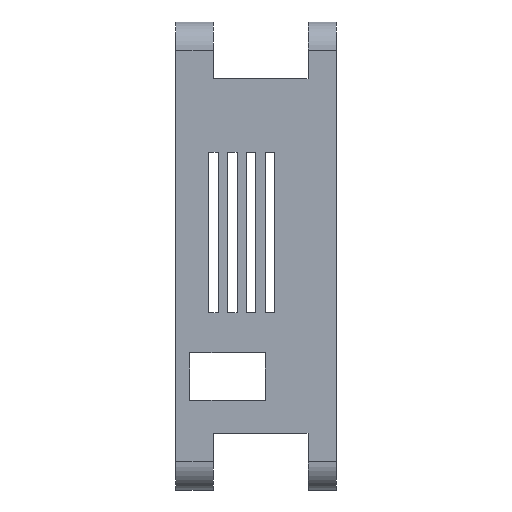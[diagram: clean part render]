
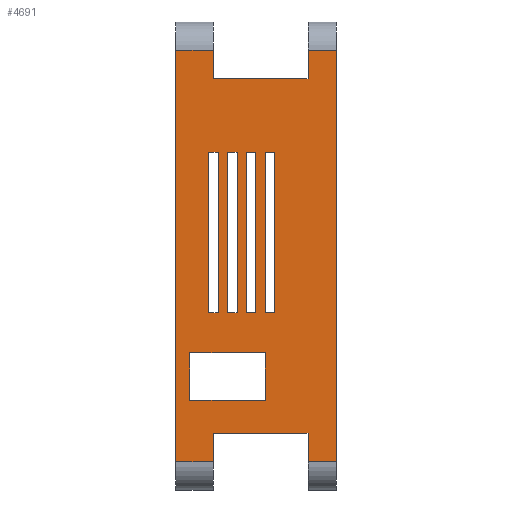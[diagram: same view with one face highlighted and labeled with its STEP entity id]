
A CAD part, left-side view. The second image highlights one B-rep face of the part: STEP entity #4691.
In plain terms, the highlighted planar face has unit normal (-1, 0, 0).
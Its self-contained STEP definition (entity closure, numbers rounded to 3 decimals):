
#561=DIRECTION('',(0.,0.,-1.));
#562=VECTOR('',#561,87.);
#563=CARTESIAN_POINT('',(-76.5,0.,43.5));
#564=LINE('1865',#563,#562);
#568=DIRECTION('',(0.,1.,0.));
#569=VECTOR('',#568,20.);
#570=CARTESIAN_POINT('',(-76.5,6.,-37.5));
#571=LINE('1924',#570,#569);
#575=DIRECTION('',(0.,0.,1.));
#576=VECTOR('',#575,87.);
#577=CARTESIAN_POINT('',(-76.5,34.,-43.5));
#578=LINE('1927',#577,#576);
#582=DIRECTION('',(0.,1.,0.));
#583=VECTOR('',#582,16.);
#584=CARTESIAN_POINT('',(-76.5,15.,-20.5));
#585=LINE('2840',#584,#583);
#589=DIRECTION('',(0.,0.,-1.));
#590=VECTOR('',#589,10.);
#591=CARTESIAN_POINT('',(-76.5,31.,-20.5));
#592=LINE('2841',#591,#590);
#596=DIRECTION('',(0.,-1.,0.));
#597=VECTOR('',#596,16.);
#598=CARTESIAN_POINT('',(-76.5,31.,-30.5));
#599=LINE('2842',#598,#597);
#603=DIRECTION('',(0.,0.,1.));
#604=VECTOR('',#603,10.);
#605=CARTESIAN_POINT('',(-76.5,15.,-30.5));
#606=LINE('2843',#605,#604);
#610=DIRECTION('',(0.,1.,0.));
#611=VECTOR('',#610,2.);
#612=CARTESIAN_POINT('',(-76.5,25.,-12.));
#613=LINE('2799',#612,#611);
#617=DIRECTION('',(0.,1.,0.));
#618=VECTOR('',#617,2.);
#619=CARTESIAN_POINT('',(-76.5,25.,22.));
#620=LINE('3095',#619,#618);
#624=DIRECTION('',(0.,1.,0.));
#625=VECTOR('',#624,2.);
#626=CARTESIAN_POINT('',(-76.5,21.,22.));
#627=LINE('3097',#626,#625);
#631=DIRECTION('',(0.,1.,0.));
#632=VECTOR('',#631,2.);
#633=CARTESIAN_POINT('',(-76.5,21.,-12.));
#634=LINE('2798',#633,#632);
#638=DIRECTION('',(0.,1.,0.));
#639=VECTOR('',#638,2.);
#640=CARTESIAN_POINT('',(-76.5,17.,22.));
#641=LINE('3100',#640,#639);
#645=DIRECTION('',(0.,1.,0.));
#646=VECTOR('',#645,2.);
#647=CARTESIAN_POINT('',(-76.5,17.,-12.));
#648=LINE('2797',#647,#646);
#652=DIRECTION('',(0.,1.,0.));
#653=VECTOR('',#652,2.);
#654=CARTESIAN_POINT('',(-76.5,13.,22.));
#655=LINE('3103',#654,#653);
#659=DIRECTION('',(0.,1.,0.));
#660=VECTOR('',#659,2.);
#661=CARTESIAN_POINT('',(-76.5,13.,-12.));
#662=LINE('2796',#661,#660);
#666=DIRECTION('',(0.,1.,0.));
#667=VECTOR('',#666,20.);
#668=CARTESIAN_POINT('',(-76.5,6.,37.5));
#669=LINE('1919',#668,#667);
#751=DIRECTION('',(0.,0.,-1.));
#752=VECTOR('',#751,6.);
#753=CARTESIAN_POINT('',(-76.5,6.,43.5));
#754=LINE('1920',#753,#752);
#781=DIRECTION('',(0.,1.,0.));
#782=VECTOR('',#781,6.);
#783=CARTESIAN_POINT('',(-76.5,0.,43.5));
#784=LINE('1921',#783,#782);
#809=DIRECTION('',(0.,0.,1.));
#810=VECTOR('',#809,6.);
#811=CARTESIAN_POINT('',(-76.5,26.,37.5));
#812=LINE('1929',#811,#810);
#880=DIRECTION('',(0.,1.,0.));
#881=VECTOR('',#880,8.);
#882=CARTESIAN_POINT('',(-76.5,26.,43.5));
#883=LINE('1928',#882,#881);
#1917=DIRECTION('',(0.,0.,1.));
#1918=VECTOR('',#1917,34.);
#1919=CARTESIAN_POINT('',(-76.5,27.,-12.));
#1920=LINE('3205',#1919,#1918);
#1973=DIRECTION('',(0.,0.,-1.));
#1974=VECTOR('',#1973,34.);
#1975=CARTESIAN_POINT('',(-76.5,13.,22.));
#1976=LINE('3230',#1975,#1974);
#2029=DIRECTION('',(0.,0.,1.));
#2030=VECTOR('',#2029,34.);
#2031=CARTESIAN_POINT('',(-76.5,15.,-12.));
#2032=LINE('3233',#2031,#2030);
#2085=DIRECTION('',(0.,0.,1.));
#2086=VECTOR('',#2085,34.);
#2087=CARTESIAN_POINT('',(-76.5,23.,-12.));
#2088=LINE('3217',#2087,#2086);
#2155=DIRECTION('',(0.,0.,-1.));
#2156=VECTOR('',#2155,34.);
#2157=CARTESIAN_POINT('',(-76.5,21.,22.));
#2158=LINE('3214',#2157,#2156);
#2197=DIRECTION('',(0.,0.,1.));
#2198=VECTOR('',#2197,34.);
#2199=CARTESIAN_POINT('',(-76.5,19.,-12.));
#2200=LINE('3225',#2199,#2198);
#2267=DIRECTION('',(0.,0.,-1.));
#2268=VECTOR('',#2267,34.);
#2269=CARTESIAN_POINT('',(-76.5,17.,22.));
#2270=LINE('3222',#2269,#2268);
#2309=DIRECTION('',(0.,0.,-1.));
#2310=VECTOR('',#2309,34.);
#2311=CARTESIAN_POINT('',(-76.5,25.,22.));
#2312=LINE('3210',#2311,#2310);
#2393=DIRECTION('',(0.,-1.,0.));
#2394=VECTOR('',#2393,8.);
#2395=CARTESIAN_POINT('',(-76.5,34.,-43.5));
#2396=LINE('1926',#2395,#2394);
#2422=DIRECTION('',(0.,0.,1.));
#2423=VECTOR('',#2422,6.);
#2424=CARTESIAN_POINT('',(-76.5,26.,-43.5));
#2425=LINE('1925',#2424,#2423);
#2592=DIRECTION('',(0.,0.,-1.));
#2593=VECTOR('',#2592,6.);
#2594=CARTESIAN_POINT('',(-76.5,6.,-37.5));
#2595=LINE('1923',#2594,#2593);
#2637=DIRECTION('',(0.,-1.,0.));
#2638=VECTOR('',#2637,6.);
#2639=CARTESIAN_POINT('',(-76.5,6.,-43.5));
#2640=LINE('1922',#2639,#2638);
#3622=CARTESIAN_POINT('',(-76.5,0.,43.5));
#3623=CARTESIAN_POINT('',(-76.5,0.,-43.5));
#3624=VERTEX_POINT('',#3622);
#3625=VERTEX_POINT('',#3623);
#3670=CARTESIAN_POINT('',(-76.5,6.,37.5));
#3671=CARTESIAN_POINT('',(-76.5,26.,37.5));
#3672=VERTEX_POINT('',#3670);
#3673=VERTEX_POINT('',#3671);
#3674=CARTESIAN_POINT('',(-76.5,6.,43.5));
#3675=VERTEX_POINT('',#3674);
#3676=CARTESIAN_POINT('',(-76.5,6.,-43.5));
#3677=VERTEX_POINT('',#3676);
#3678=CARTESIAN_POINT('',(-76.5,6.,-37.5));
#3679=VERTEX_POINT('',#3678);
#3680=CARTESIAN_POINT('',(-76.5,26.,-37.5));
#3681=VERTEX_POINT('',#3680);
#3682=CARTESIAN_POINT('',(-76.5,26.,-43.5));
#3683=VERTEX_POINT('',#3682);
#3684=CARTESIAN_POINT('',(-76.5,34.,-43.5));
#3685=VERTEX_POINT('',#3684);
#3686=CARTESIAN_POINT('',(-76.5,34.,43.5));
#3687=VERTEX_POINT('',#3686);
#3688=CARTESIAN_POINT('',(-76.5,26.,43.5));
#3689=VERTEX_POINT('',#3688);
#4030=CARTESIAN_POINT('',(-76.5,23.,-12.));
#4032=VERTEX_POINT('',#4030);
#4034=CARTESIAN_POINT('',(-76.5,21.,-12.));
#4036=VERTEX_POINT('',#4034);
#4038=CARTESIAN_POINT('',(-76.5,19.,-12.));
#4040=VERTEX_POINT('',#4038);
#4042=CARTESIAN_POINT('',(-76.5,17.,-12.));
#4044=VERTEX_POINT('',#4042);
#4046=CARTESIAN_POINT('',(-76.5,27.,-12.));
#4048=VERTEX_POINT('',#4046);
#4050=CARTESIAN_POINT('',(-76.5,25.,-12.));
#4052=VERTEX_POINT('',#4050);
#4054=CARTESIAN_POINT('',(-76.5,15.,-12.));
#4056=VERTEX_POINT('',#4054);
#4058=CARTESIAN_POINT('',(-76.5,13.,-12.));
#4060=VERTEX_POINT('',#4058);
#4062=CARTESIAN_POINT('',(-76.5,15.,-20.5));
#4063=CARTESIAN_POINT('',(-76.5,31.,-20.5));
#4064=VERTEX_POINT('',#4062);
#4065=VERTEX_POINT('',#4063);
#4066=CARTESIAN_POINT('',(-76.5,31.,-30.5));
#4067=VERTEX_POINT('',#4066);
#4068=CARTESIAN_POINT('',(-76.5,15.,-30.5));
#4069=VERTEX_POINT('',#4068);
#4126=CARTESIAN_POINT('',(-76.5,25.,22.));
#4127=CARTESIAN_POINT('',(-76.5,27.,22.));
#4128=VERTEX_POINT('',#4126);
#4129=VERTEX_POINT('',#4127);
#4130=CARTESIAN_POINT('',(-76.5,21.,22.));
#4131=CARTESIAN_POINT('',(-76.5,23.,22.));
#4132=VERTEX_POINT('',#4130);
#4133=VERTEX_POINT('',#4131);
#4134=CARTESIAN_POINT('',(-76.5,17.,22.));
#4135=CARTESIAN_POINT('',(-76.5,19.,22.));
#4136=VERTEX_POINT('',#4134);
#4137=VERTEX_POINT('',#4135);
#4138=CARTESIAN_POINT('',(-76.5,13.,22.));
#4139=CARTESIAN_POINT('',(-76.5,15.,22.));
#4140=VERTEX_POINT('',#4138);
#4141=VERTEX_POINT('',#4139);
#4612=CARTESIAN_POINT('',(-76.5,0.,-37.5));
#4613=DIRECTION('',(-1.,0.,0.));
#4614=DIRECTION('',(0.,0.,1.));
#4615=AXIS2_PLACEMENT_3D('',#4612,#4613,#4614);
#4616=PLANE('2394',#4615);
#4618=ORIENTED_EDGE('1919',*,*,#4617,.F.);
#4620=ORIENTED_EDGE('1920',*,*,#4619,.F.);
#4622=ORIENTED_EDGE('1921',*,*,#4621,.F.);
#4623=ORIENTED_EDGE('1865',*,*,#4297,.T.);
#4625=ORIENTED_EDGE('1922',*,*,#4624,.F.);
#4627=ORIENTED_EDGE('1923',*,*,#4626,.F.);
#4629=ORIENTED_EDGE('1924',*,*,#4628,.T.);
#4631=ORIENTED_EDGE('1925',*,*,#4630,.F.);
#4633=ORIENTED_EDGE('1926',*,*,#4632,.F.);
#4635=ORIENTED_EDGE('1927',*,*,#4634,.T.);
#4637=ORIENTED_EDGE('1928',*,*,#4636,.F.);
#4639=ORIENTED_EDGE('1929',*,*,#4638,.F.);
#4640=EDGE_LOOP('2394',(#4618,#4620,#4622,#4623,#4625,#4627,#4629,#4631,#4633,
#4635,#4637,#4639));
#4641=FACE_OUTER_BOUND('2394',#4640,.F.);
#4643=ORIENTED_EDGE('2840',*,*,#4642,.T.);
#4645=ORIENTED_EDGE('2841',*,*,#4644,.T.);
#4646=ORIENTED_EDGE('2842',*,*,#4586,.T.);
#4648=ORIENTED_EDGE('2843',*,*,#4647,.T.);
#4649=EDGE_LOOP('2394',(#4643,#4645,#4646,#4648));
#4650=FACE_BOUND('2394',#4649,.F.);
#4652=ORIENTED_EDGE('3205',*,*,#4651,.F.);
#4654=ORIENTED_EDGE('2799',*,*,#4653,.F.);
#4656=ORIENTED_EDGE('3210',*,*,#4655,.F.);
#4658=ORIENTED_EDGE('3095',*,*,#4657,.T.);
#4659=EDGE_LOOP('2394',(#4652,#4654,#4656,#4658));
#4660=FACE_BOUND('2394',#4659,.F.);
#4662=ORIENTED_EDGE('3214',*,*,#4661,.F.);
#4664=ORIENTED_EDGE('3097',*,*,#4663,.T.);
#4666=ORIENTED_EDGE('3217',*,*,#4665,.F.);
#4668=ORIENTED_EDGE('2798',*,*,#4667,.F.);
#4669=EDGE_LOOP('2394',(#4662,#4664,#4666,#4668));
#4670=FACE_BOUND('2394',#4669,.F.);
#4672=ORIENTED_EDGE('3222',*,*,#4671,.F.);
#4674=ORIENTED_EDGE('3100',*,*,#4673,.T.);
#4676=ORIENTED_EDGE('3225',*,*,#4675,.F.);
#4678=ORIENTED_EDGE('2797',*,*,#4677,.F.);
#4679=EDGE_LOOP('2394',(#4672,#4674,#4676,#4678));
#4680=FACE_BOUND('2394',#4679,.F.);
#4682=ORIENTED_EDGE('3230',*,*,#4681,.F.);
#4684=ORIENTED_EDGE('3103',*,*,#4683,.T.);
#4686=ORIENTED_EDGE('3233',*,*,#4685,.F.);
#4688=ORIENTED_EDGE('2796',*,*,#4687,.F.);
#4689=EDGE_LOOP('2394',(#4682,#4684,#4686,#4688));
#4690=FACE_BOUND('2394',#4689,.F.);
#4297=EDGE_CURVE('1865',#3624,#3625,#564,.T.);
#4586=EDGE_CURVE('2842',#4067,#4069,#599,.T.);
#4617=EDGE_CURVE('1919',#3672,#3673,#669,.T.);
#4619=EDGE_CURVE('1920',#3675,#3672,#754,.T.);
#4621=EDGE_CURVE('1921',#3624,#3675,#784,.T.);
#4624=EDGE_CURVE('1922',#3677,#3625,#2640,.T.);
#4626=EDGE_CURVE('1923',#3679,#3677,#2595,.T.);
#4628=EDGE_CURVE('1924',#3679,#3681,#571,.T.);
#4630=EDGE_CURVE('1925',#3683,#3681,#2425,.T.);
#4632=EDGE_CURVE('1926',#3685,#3683,#2396,.T.);
#4634=EDGE_CURVE('1927',#3685,#3687,#578,.T.);
#4636=EDGE_CURVE('1928',#3689,#3687,#883,.T.);
#4638=EDGE_CURVE('1929',#3673,#3689,#812,.T.);
#4642=EDGE_CURVE('2840',#4064,#4065,#585,.T.);
#4644=EDGE_CURVE('2841',#4065,#4067,#592,.T.);
#4647=EDGE_CURVE('2843',#4069,#4064,#606,.T.);
#4651=EDGE_CURVE('3205',#4048,#4129,#1920,.T.);
#4653=EDGE_CURVE('2799',#4052,#4048,#613,.T.);
#4655=EDGE_CURVE('3210',#4128,#4052,#2312,.T.);
#4657=EDGE_CURVE('3095',#4128,#4129,#620,.T.);
#4661=EDGE_CURVE('3214',#4132,#4036,#2158,.T.);
#4663=EDGE_CURVE('3097',#4132,#4133,#627,.T.);
#4665=EDGE_CURVE('3217',#4032,#4133,#2088,.T.);
#4667=EDGE_CURVE('2798',#4036,#4032,#634,.T.);
#4671=EDGE_CURVE('3222',#4136,#4044,#2270,.T.);
#4673=EDGE_CURVE('3100',#4136,#4137,#641,.T.);
#4675=EDGE_CURVE('3225',#4040,#4137,#2200,.T.);
#4677=EDGE_CURVE('2797',#4044,#4040,#648,.T.);
#4681=EDGE_CURVE('3230',#4140,#4060,#1976,.T.);
#4683=EDGE_CURVE('3103',#4140,#4141,#655,.T.);
#4685=EDGE_CURVE('3233',#4056,#4141,#2032,.T.);
#4687=EDGE_CURVE('2796',#4060,#4056,#662,.T.);
#4691=ADVANCED_FACE('2394',(#4641,#4650,#4660,#4670,#4680,#4690),#4616,.T.);
